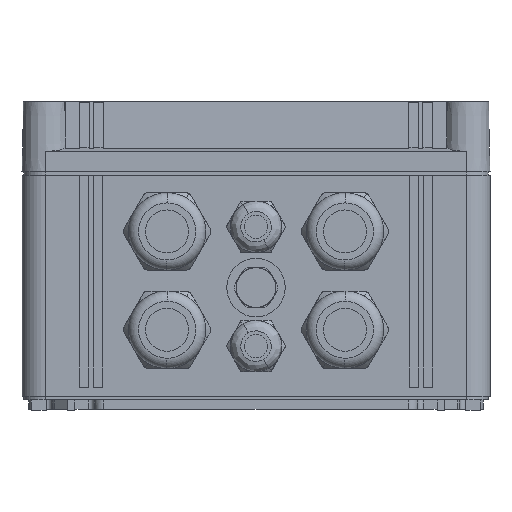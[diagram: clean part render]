
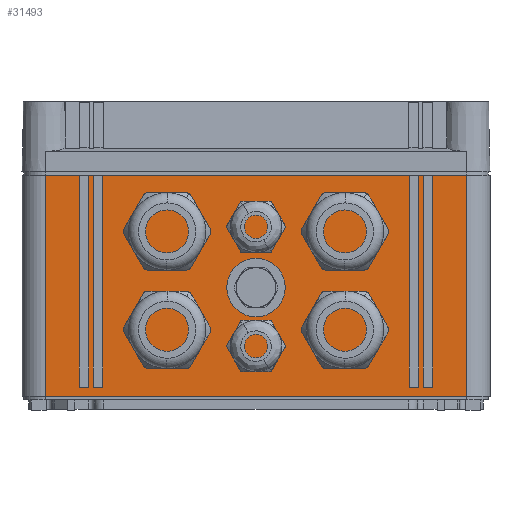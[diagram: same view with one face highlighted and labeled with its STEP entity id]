
A CAD part, front view. The second image highlights one B-rep face of the part: STEP entity #31493.
In plain terms, the highlighted planar face has unit normal (0, -1, 0).
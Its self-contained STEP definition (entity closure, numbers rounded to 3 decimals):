
#31443=AXIS2_PLACEMENT_3D('Plane Axis2P3D',#31440,#31441,#31442) ;
#31453=AXIS2_PLACEMENT_3D('Circle Axis2P3D',#31451,#31452,$) ;
#31462=AXIS2_PLACEMENT_3D('Circle Axis2P3D',#31460,#31461,$) ;
#22554=CARTESIAN_POINT('Line Origine',(10.,37.,106.)) ;
#22558=CARTESIAN_POINT('Vertex',(10.,37.,100.5)) ;
#22560=CARTESIAN_POINT('Vertex',(10.,37.,6.)) ;
#22614=CARTESIAN_POINT('Vertex',(190.,37.,6.)) ;
#22617=CARTESIAN_POINT('Line Origine',(100.,37.,6.)) ;
#22734=CARTESIAN_POINT('Vertex',(190.,37.,100.5)) ;
#22737=CARTESIAN_POINT('Line Origine',(190.,37.,106.)) ;
#22768=CARTESIAN_POINT('Line Origine',(100.,37.,100.5)) ;
#22880=CARTESIAN_POINT('Vertex',(30.5,37.,100.356)) ;
#22894=CARTESIAN_POINT('Vertex',(34.5,37.,100.356)) ;
#22897=CARTESIAN_POINT('Line Origine',(32.5,37.,100.356)) ;
#22925=CARTESIAN_POINT('Vertex',(34.5,37.,10.)) ;
#22928=CARTESIAN_POINT('Line Origine',(34.5,37.,55.178)) ;
#22956=CARTESIAN_POINT('Vertex',(30.5,37.,10.)) ;
#22959=CARTESIAN_POINT('Line Origine',(32.5,37.,10.)) ;
#22981=CARTESIAN_POINT('Line Origine',(30.5,37.,55.178)) ;
#22999=CARTESIAN_POINT('Vertex',(24.5,37.,100.356)) ;
#23013=CARTESIAN_POINT('Vertex',(28.5,37.,100.356)) ;
#23016=CARTESIAN_POINT('Line Origine',(26.5,37.,100.356)) ;
#23044=CARTESIAN_POINT('Vertex',(28.5,37.,10.)) ;
#23047=CARTESIAN_POINT('Line Origine',(28.5,37.,55.178)) ;
#23070=CARTESIAN_POINT('Vertex',(24.5,37.,10.)) ;
#23073=CARTESIAN_POINT('Line Origine',(26.5,37.,10.)) ;
#23095=CARTESIAN_POINT('Line Origine',(24.5,37.,55.178)) ;
#23113=CARTESIAN_POINT('Vertex',(171.5,37.,100.356)) ;
#23127=CARTESIAN_POINT('Vertex',(175.5,37.,100.356)) ;
#23130=CARTESIAN_POINT('Line Origine',(173.5,37.,100.356)) ;
#23158=CARTESIAN_POINT('Vertex',(175.5,37.,10.)) ;
#23161=CARTESIAN_POINT('Line Origine',(175.5,37.,55.178)) ;
#23184=CARTESIAN_POINT('Vertex',(171.5,37.,10.)) ;
#23187=CARTESIAN_POINT('Line Origine',(173.5,37.,10.)) ;
#23209=CARTESIAN_POINT('Line Origine',(171.5,37.,55.178)) ;
#23227=CARTESIAN_POINT('Vertex',(165.5,37.,100.356)) ;
#23241=CARTESIAN_POINT('Vertex',(169.5,37.,100.356)) ;
#23244=CARTESIAN_POINT('Line Origine',(167.5,37.,100.356)) ;
#23272=CARTESIAN_POINT('Vertex',(169.5,37.,10.)) ;
#23275=CARTESIAN_POINT('Line Origine',(169.5,37.,55.178)) ;
#23298=CARTESIAN_POINT('Vertex',(165.5,37.,10.)) ;
#23301=CARTESIAN_POINT('Line Origine',(167.5,37.,10.)) ;
#23323=CARTESIAN_POINT('Line Origine',(165.5,37.,55.178)) ;
#31440=CARTESIAN_POINT('Axis2P3D Location',(190.,37.,106.)) ;
#31451=CARTESIAN_POINT('Axis2P3D Location',(100.,37.,52.5)) ;
#31455=CARTESIAN_POINT('Vertex',(112.5,37.,52.5)) ;
#31457=CARTESIAN_POINT('Vertex',(87.5,37.,52.5)) ;
#31460=CARTESIAN_POINT('Axis2P3D Location',(100.,37.,52.5)) ;
#22555=DIRECTION('Vector Direction',(0.,0.,-1.)) ;
#22618=DIRECTION('Vector Direction',(-1.,0.,0.)) ;
#22738=DIRECTION('Vector Direction',(0.,0.,-1.)) ;
#22769=DIRECTION('Vector Direction',(-1.,0.,0.)) ;
#22898=DIRECTION('Vector Direction',(-1.,0.,0.)) ;
#22929=DIRECTION('Vector Direction',(0.,0.,1.)) ;
#22960=DIRECTION('Vector Direction',(-1.,0.,0.)) ;
#22982=DIRECTION('Vector Direction',(0.,0.,-1.)) ;
#23017=DIRECTION('Vector Direction',(-1.,0.,0.)) ;
#23048=DIRECTION('Vector Direction',(0.,0.,1.)) ;
#23074=DIRECTION('Vector Direction',(-1.,0.,0.)) ;
#23096=DIRECTION('Vector Direction',(0.,0.,-1.)) ;
#23131=DIRECTION('Vector Direction',(-1.,0.,0.)) ;
#23162=DIRECTION('Vector Direction',(0.,0.,1.)) ;
#23188=DIRECTION('Vector Direction',(-1.,0.,0.)) ;
#23210=DIRECTION('Vector Direction',(0.,0.,-1.)) ;
#23245=DIRECTION('Vector Direction',(-1.,0.,0.)) ;
#23276=DIRECTION('Vector Direction',(0.,0.,1.)) ;
#23302=DIRECTION('Vector Direction',(-1.,0.,0.)) ;
#23324=DIRECTION('Vector Direction',(0.,0.,-1.)) ;
#31441=DIRECTION('Axis2P3D Direction',(0.,-1.,0.)) ;
#31442=DIRECTION('Axis2P3D XDirection',(-1.,0.,0.)) ;
#31452=DIRECTION('Axis2P3D Direction',(0.,-1.,0.)) ;
#31461=DIRECTION('Axis2P3D Direction',(0.,-1.,0.)) ;
#22556=VECTOR('Line Direction',#22555,1.) ;
#22619=VECTOR('Line Direction',#22618,1.) ;
#22739=VECTOR('Line Direction',#22738,1.) ;
#22770=VECTOR('Line Direction',#22769,1.) ;
#22899=VECTOR('Line Direction',#22898,1.) ;
#22930=VECTOR('Line Direction',#22929,1.) ;
#22961=VECTOR('Line Direction',#22960,1.) ;
#22983=VECTOR('Line Direction',#22982,1.) ;
#23018=VECTOR('Line Direction',#23017,1.) ;
#23049=VECTOR('Line Direction',#23048,1.) ;
#23075=VECTOR('Line Direction',#23074,1.) ;
#23097=VECTOR('Line Direction',#23096,1.) ;
#23132=VECTOR('Line Direction',#23131,1.) ;
#23163=VECTOR('Line Direction',#23162,1.) ;
#23189=VECTOR('Line Direction',#23188,1.) ;
#23211=VECTOR('Line Direction',#23210,1.) ;
#23246=VECTOR('Line Direction',#23245,1.) ;
#23277=VECTOR('Line Direction',#23276,1.) ;
#23303=VECTOR('Line Direction',#23302,1.) ;
#23325=VECTOR('Line Direction',#23324,1.) ;
#31446=ORIENTED_EDGE('',*,*,#22562,.T.) ;
#31447=ORIENTED_EDGE('',*,*,#22621,.F.) ;
#31448=ORIENTED_EDGE('',*,*,#22741,.F.) ;
#31449=ORIENTED_EDGE('',*,*,#22772,.F.) ;
#31466=ORIENTED_EDGE('',*,*,#31459,.F.) ;
#31467=ORIENTED_EDGE('',*,*,#31464,.F.) ;
#31470=ORIENTED_EDGE('',*,*,#22901,.F.) ;
#31471=ORIENTED_EDGE('',*,*,#22932,.F.) ;
#31472=ORIENTED_EDGE('',*,*,#22963,.T.) ;
#31473=ORIENTED_EDGE('',*,*,#22985,.F.) ;
#31476=ORIENTED_EDGE('',*,*,#23020,.F.) ;
#31477=ORIENTED_EDGE('',*,*,#23051,.F.) ;
#31478=ORIENTED_EDGE('',*,*,#23077,.T.) ;
#31479=ORIENTED_EDGE('',*,*,#23099,.F.) ;
#31482=ORIENTED_EDGE('',*,*,#23134,.F.) ;
#31483=ORIENTED_EDGE('',*,*,#23165,.F.) ;
#31484=ORIENTED_EDGE('',*,*,#23191,.T.) ;
#31485=ORIENTED_EDGE('',*,*,#23213,.F.) ;
#31488=ORIENTED_EDGE('',*,*,#23248,.F.) ;
#31489=ORIENTED_EDGE('',*,*,#23279,.F.) ;
#31490=ORIENTED_EDGE('',*,*,#23305,.T.) ;
#31491=ORIENTED_EDGE('',*,*,#23327,.F.) ;
#31468=FACE_BOUND('',#31465,.T.) ;
#31474=FACE_BOUND('',#31469,.T.) ;
#31480=FACE_BOUND('',#31475,.T.) ;
#31486=FACE_BOUND('',#31481,.T.) ;
#31492=FACE_BOUND('',#31487,.T.) ;
#31493=ADVANCED_FACE('GEHAEUSEUNTERTEIL',(#31450,#31468,#31474,#31480,#31486,#31492),#31444,.T.) ;
#31454=CIRCLE('generated circle',#31453,12.5) ;
#31463=CIRCLE('generated circle',#31462,12.5) ;
#22562=EDGE_CURVE('',#22559,#22561,#22557,.T.) ;
#22621=EDGE_CURVE('',#22615,#22561,#22620,.T.) ;
#22741=EDGE_CURVE('',#22735,#22615,#22740,.T.) ;
#22772=EDGE_CURVE('',#22559,#22735,#22771,.F.) ;
#22901=EDGE_CURVE('',#22895,#22881,#22900,.T.) ;
#22932=EDGE_CURVE('',#22926,#22895,#22931,.T.) ;
#22963=EDGE_CURVE('',#22926,#22957,#22962,.T.) ;
#22985=EDGE_CURVE('',#22881,#22957,#22984,.T.) ;
#23020=EDGE_CURVE('',#23014,#23000,#23019,.T.) ;
#23051=EDGE_CURVE('',#23045,#23014,#23050,.T.) ;
#23077=EDGE_CURVE('',#23045,#23071,#23076,.T.) ;
#23099=EDGE_CURVE('',#23000,#23071,#23098,.T.) ;
#23134=EDGE_CURVE('',#23128,#23114,#23133,.T.) ;
#23165=EDGE_CURVE('',#23159,#23128,#23164,.T.) ;
#23191=EDGE_CURVE('',#23159,#23185,#23190,.T.) ;
#23213=EDGE_CURVE('',#23114,#23185,#23212,.T.) ;
#23248=EDGE_CURVE('',#23242,#23228,#23247,.T.) ;
#23279=EDGE_CURVE('',#23273,#23242,#23278,.T.) ;
#23305=EDGE_CURVE('',#23273,#23299,#23304,.T.) ;
#23327=EDGE_CURVE('',#23228,#23299,#23326,.T.) ;
#31459=EDGE_CURVE('',#31456,#31458,#31454,.T.) ;
#31464=EDGE_CURVE('',#31458,#31456,#31463,.T.) ;
#31445=EDGE_LOOP('',(#31446,#31447,#31448,#31449)) ;
#31465=EDGE_LOOP('',(#31466,#31467)) ;
#31469=EDGE_LOOP('',(#31470,#31471,#31472,#31473)) ;
#31475=EDGE_LOOP('',(#31476,#31477,#31478,#31479)) ;
#31481=EDGE_LOOP('',(#31482,#31483,#31484,#31485)) ;
#31487=EDGE_LOOP('',(#31488,#31489,#31490,#31491)) ;
#31450=FACE_OUTER_BOUND('',#31445,.T.) ;
#22557=LINE('Line',#22554,#22556) ;
#22620=LINE('Line',#22617,#22619) ;
#22740=LINE('Line',#22737,#22739) ;
#22771=LINE('Line',#22768,#22770) ;
#22900=LINE('Line',#22897,#22899) ;
#22931=LINE('Line',#22928,#22930) ;
#22962=LINE('Line',#22959,#22961) ;
#22984=LINE('Line',#22981,#22983) ;
#23019=LINE('Line',#23016,#23018) ;
#23050=LINE('Line',#23047,#23049) ;
#23076=LINE('Line',#23073,#23075) ;
#23098=LINE('Line',#23095,#23097) ;
#23133=LINE('Line',#23130,#23132) ;
#23164=LINE('Line',#23161,#23163) ;
#23190=LINE('Line',#23187,#23189) ;
#23212=LINE('Line',#23209,#23211) ;
#23247=LINE('Line',#23244,#23246) ;
#23278=LINE('Line',#23275,#23277) ;
#23304=LINE('Line',#23301,#23303) ;
#23326=LINE('Line',#23323,#23325) ;
#31444=PLANE('',#31443) ;
#22559=VERTEX_POINT('',#22558) ;
#22561=VERTEX_POINT('',#22560) ;
#22615=VERTEX_POINT('',#22614) ;
#22735=VERTEX_POINT('',#22734) ;
#22881=VERTEX_POINT('',#22880) ;
#22895=VERTEX_POINT('',#22894) ;
#22926=VERTEX_POINT('',#22925) ;
#22957=VERTEX_POINT('',#22956) ;
#23000=VERTEX_POINT('',#22999) ;
#23014=VERTEX_POINT('',#23013) ;
#23045=VERTEX_POINT('',#23044) ;
#23071=VERTEX_POINT('',#23070) ;
#23114=VERTEX_POINT('',#23113) ;
#23128=VERTEX_POINT('',#23127) ;
#23159=VERTEX_POINT('',#23158) ;
#23185=VERTEX_POINT('',#23184) ;
#23228=VERTEX_POINT('',#23227) ;
#23242=VERTEX_POINT('',#23241) ;
#23273=VERTEX_POINT('',#23272) ;
#23299=VERTEX_POINT('',#23298) ;
#31456=VERTEX_POINT('',#31455) ;
#31458=VERTEX_POINT('',#31457) ;
